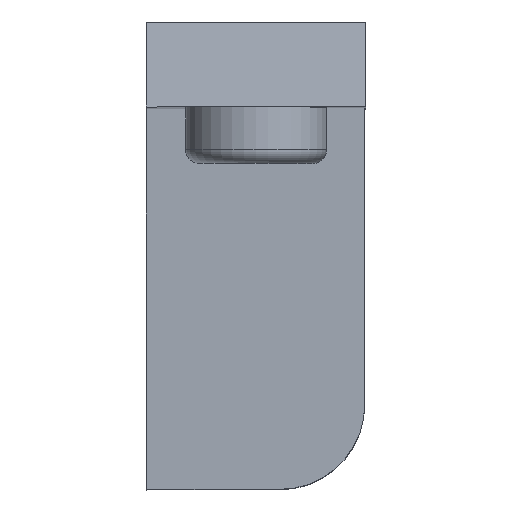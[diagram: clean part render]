
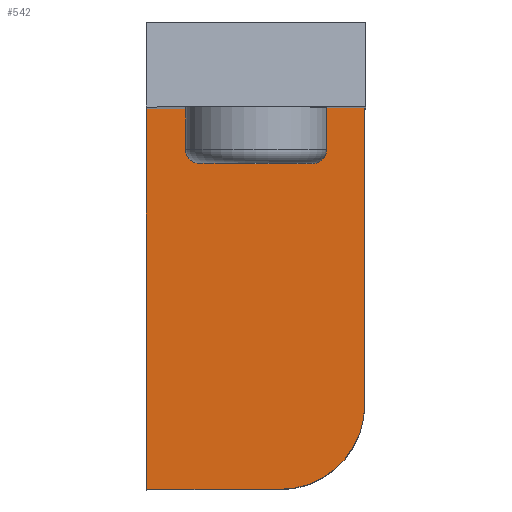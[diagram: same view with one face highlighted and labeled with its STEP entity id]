
A CAD part, top view. The second image highlights one B-rep face of the part: STEP entity #542.
In plain terms, the highlighted planar face has unit normal (0, 0, 1).
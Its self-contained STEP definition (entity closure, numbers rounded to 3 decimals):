
#48=PLANE('',#603);
#74=FACE_OUTER_BOUND('',#112,.T.);
#112=EDGE_LOOP('',(#461,#462,#463,#464,#465));
#155=LINE('',#868,#201);
#167=LINE('',#896,#213);
#170=LINE('',#901,#216);
#171=LINE('',#903,#217);
#201=VECTOR('',#702,10.);
#213=VECTOR('',#728,10.);
#216=VECTOR('',#733,10.);
#217=VECTOR('',#736,10.);
#233=CIRCLE('',#596,3.);
#273=VERTEX_POINT('',#865);
#274=VERTEX_POINT('',#867);
#277=VERTEX_POINT('',#875);
#282=VERTEX_POINT('',#893);
#283=VERTEX_POINT('',#895);
#331=EDGE_CURVE('',#273,#274,#155,.T.);
#335=EDGE_CURVE('',#274,#277,#233,.T.);
#345=EDGE_CURVE('',#282,#283,#167,.T.);
#348=EDGE_CURVE('',#277,#282,#170,.T.);
#349=EDGE_CURVE('',#273,#283,#171,.T.);
#461=ORIENTED_EDGE('',*,*,#335,.F.);
#462=ORIENTED_EDGE('',*,*,#331,.F.);
#463=ORIENTED_EDGE('',*,*,#349,.T.);
#464=ORIENTED_EDGE('',*,*,#345,.F.);
#465=ORIENTED_EDGE('',*,*,#348,.F.);
#542=ADVANCED_FACE('',(#74),#48,.F.);
#596=AXIS2_PLACEMENT_3D('',#876,#708,#709);
#603=AXIS2_PLACEMENT_3D('',#902,#734,#735);
#702=DIRECTION('',(0.001,-1.,0.));
#708=DIRECTION('center_axis',(0.,0.,
-1.));
#709=DIRECTION('ref_axis',(0.708,-0.706,0.));
#728=DIRECTION('',(-0.001,1.,0.));
#733=DIRECTION('',(-1.,-0.001,0.));
#734=DIRECTION('center_axis',(0.,0.,
-1.));
#735=DIRECTION('ref_axis',(-1.,-0.001,0.));
#736=DIRECTION('',(-1.,-0.001,0.));
#865=CARTESIAN_POINT('',(29.894,48.805,-26.472));
#867=CARTESIAN_POINT('',(29.914,35.305,-26.472));
#868=CARTESIAN_POINT('',(29.906,40.555,-26.472));
#875=CARTESIAN_POINT('',(26.919,32.3,-26.472));
#876=CARTESIAN_POINT('Origin',(26.914,35.3,-26.472));
#893=CARTESIAN_POINT('',(22.198,32.293,-26.472));
#895=CARTESIAN_POINT('',(22.173,48.793,-26.472));
#896=CARTESIAN_POINT('',(22.185,40.543,-26.472));
#901=CARTESIAN_POINT('',(25.919,32.299,-26.472));
#902=CARTESIAN_POINT('Origin',(25.906,40.549,-26.472));
#903=CARTESIAN_POINT('',(25.894,48.799,-26.472));
